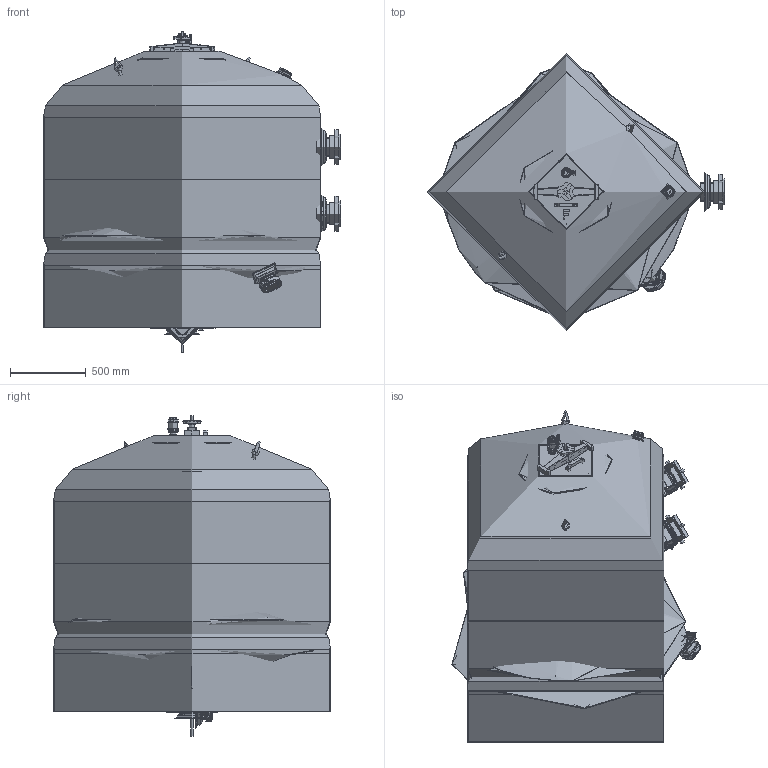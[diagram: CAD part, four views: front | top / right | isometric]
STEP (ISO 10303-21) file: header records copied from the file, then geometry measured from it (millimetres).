
FILE_DESCRIPTION( ( '' ), '1' );
FILE_NAME( '1800-125 VFSCN218012H.stp', '2017-07-10T07:20:45', ( 'Fiberpool Internacional' ), ( 'Fiberpool Internacional' ), 'PSStep 14.0', 'SolidEdgeST3', ' ' );
FILE_SCHEMA( ( 'AUTOMOTIVE_DESIGN { 1 0 10303 214 1 1 1 1 }' ) );
Length unit declared in the file: millimetre
Products named in the file (56): Base tapa ovalada filtro 2,5 BARS; Sortida tornillos d-125 1800-2000-oa12; TAPON NETVITC Ø 90 C-B (CON TORNILLERIA INOX 316); Manòmetre  ; Filtre 1800 FB HAYW 170705-oa11; Válvula de bola 32-1pols; Brida Netvitc System Ø90; Sortida Descarga arena Ø90 2010-oa6; Junta Netvitc System Ø90 EPDM con anillo acero A-4; Tapa oval filtro industrial completa 2,5 BARS-oa5; Sortida tornillos d-125 1800-2000-oa13; Manòmetre filtro industrial 2011 -oa10; Desaigua filtre industrial 1pols-oa7; Assem1; ½ Brida Netvitc System Ø90; Screw_DIN_912_M8x40_v8.00; Nut_DIN_934_M8_v8.00; Junta Netvitc System Ø90 EPDM; Anillo Acero A-4 Netvitc System Ø90; Volante filtro-oa3; cos manòmetre filtre industrial; fons manòmetre; agulla manòmetre; vidre manòmetre; Varilla Roscada M-14x165mm Inox 304; TUERCA INFERIOR SUJ_JUNTA TAP_OV; JUNTA TOR.22,00x4,00 NBR-70; TUERCA SUPERIOR SUJ_JUNTA TAP_OV; Base tapa ovalada filtro 2,5 BAR Act-oa2; cos válvula 32-1pols; manguito valvula bola 32-1pols; femella valvula 32-1pols; maneta válvula 32-1pols; Tapon Netvitc System Ø90; Portabrida Netvitc System Ø90 PVC; ; ; Bolt_DIN_580_M24_v8.00; Embellidor manòmetre PVC; Tubo Ø90 L= 100mm ...
Bounding box: 1960 x 1830 x 2115.5 mm (x, y, z)
Volume: 425181593.7 mm3; surface area: 90466063.6 mm2
Topology: 258 solids, 258 shells, 5863 faces, 14202 edges, 9193 vertices
Faces by surface type: plane 3687, cylinder 1510, cone 231, bspline 206, torus 184, sphere 29, offset 10, extrusion 6
Full cylindrical faces by diameter (mm): 4 x48, 6 x45, 6.466 x11, 6.647 x11, 8 x30, 10 x30, 10.106 x10, 11.75 x3, 11.835 x5, 12 x5, 13 x19, 14 x27, 14.5 x5, 15.5 x4, 16 x4, 18.5 x40, 19.6 x5, 21 x7, 22 x8, 23 x4, 23.5 x8, 24 x14, 25 x15, 26 x16, 29 x5, 29.5 x5, 29.605 x8, 30 x15, 32 x23, 33 x7
Entity records: 65043 total; most frequent: CARTESIAN_POINT 37900, DIRECTION 4155, ORIENTED_EDGE 3628, EDGE_CURVE 1814, AXIS2_PLACEMENT_3D 1586, VERTEX_POINT 1286, EDGE_LOOP 1274, FACE_OUTER_BOUND 1059
